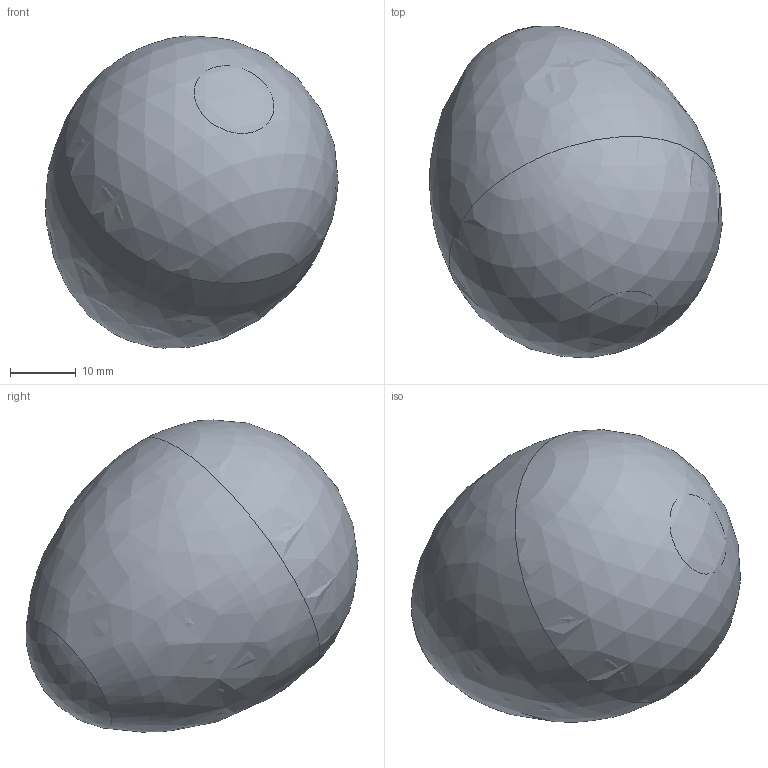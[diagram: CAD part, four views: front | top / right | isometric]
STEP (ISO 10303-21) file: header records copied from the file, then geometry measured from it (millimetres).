
FILE_DESCRIPTION(/* description */ (''),/* implementation_level */ '2;1');
FILE_NAME(/* name */ 'Chicken_Egg_Full.stp',/* time_stamp */ '2025-11-23T18:54:05-05:00',/* author */ ('arcon'),/* organization */ (''),/* preprocessor_version */ 'ST-DEVELOPER v20',/* originating_system */ 'Autodesk Inventor 2025',/* authorisation */ '');
FILE_SCHEMA (('AUTOMOTIVE_DESIGN { 1 0 10303 214 3 1 1 }'));
Length unit declared in the file: inch
Products named in the file (4): Chicken_Egg_Full; Chicken_Egg_Medium_Yolk; Chicken_Egg_Medium_Egg-White; Chicken_Egg_Medium
Assembly tree (3 placements, depth 2):
  Chicken_Egg_Full
    Chicken_Egg_Medium_Yolk
    Chicken_Egg_Medium_Egg-White
    Chicken_Egg_Medium
Bounding box: 44.63 x 50.68 x 47.63 mm (x, y, z)
Volume: 54561.7 mm3; surface area: 23096.9 mm2
Topology: 3 solids, 5 shells, 12 faces, 18 edges, 12 vertices
Faces by surface type: sphere 8, bspline 4
Entity records: 499 total; most frequent: CARTESIAN_POINT 148, DIRECTION 56, AXIS2_PLACEMENT_3D 28, ORIENTED_EDGE 26, EDGE_LOOP 13, CIRCLE 13, EDGE_CURVE 13, FACE_OUTER_BOUND 12
